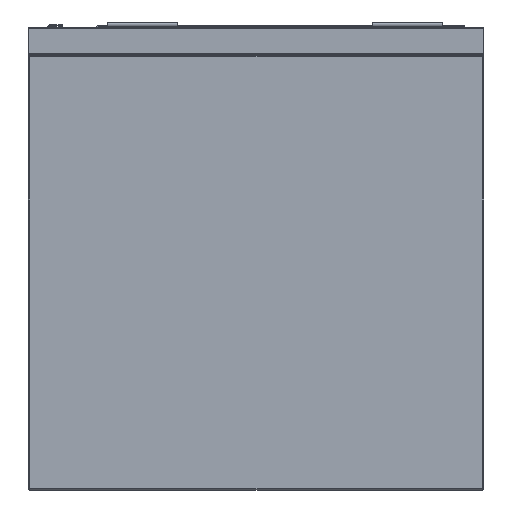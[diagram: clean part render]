
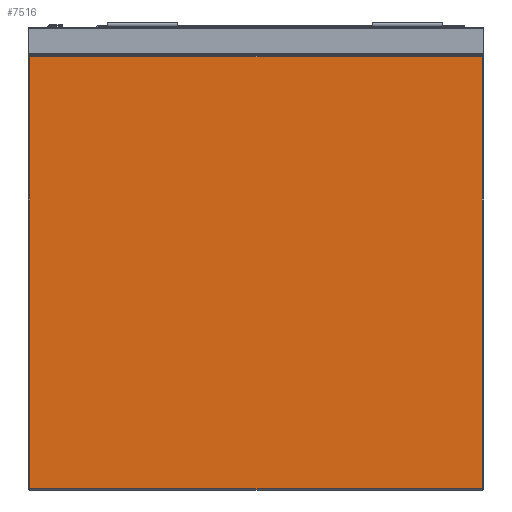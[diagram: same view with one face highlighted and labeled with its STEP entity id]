
A CAD part, left-side view. The second image highlights one B-rep face of the part: STEP entity #7516.
In plain terms, the highlighted planar face has unit normal (-1, 0, 0).
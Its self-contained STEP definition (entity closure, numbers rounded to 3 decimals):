
#572 = CARTESIAN_POINT ( 'NONE',  ( -260., -325., -658. ) ) ;
#892 = CARTESIAN_POINT ( 'NONE',  ( -260., -323., -660. ) ) ;
#3965 = EDGE_LOOP ( 'NONE', ( #30635, #11343, #24226, #28121 ) ) ;
#4514 = VECTOR ( 'NONE', #27039, 1000. ) ;
#5823 = EDGE_CURVE ( 'NONE', #25516, #10984, #11547, .T. ) ;
#6218 = CARTESIAN_POINT ( 'NONE',  ( -260., 323., -658. ) ) ;
#7516 = ADVANCED_FACE ( 'Fl�che7', ( #8966 ), #31811, .T. ) ;
#8151 = DIRECTION ( 'NONE',  ( 0., -1., 0. ) ) ;
#8634 = LINE ( 'NONE', #892, #22958 ) ;
#8966 = FACE_OUTER_BOUND ( 'NONE', #3965, .T. ) ;
#9902 = LINE ( 'NONE', #17476, #4514 ) ;
#10355 = VERTEX_POINT ( 'NONE', #30191 ) ;
#10984 = VERTEX_POINT ( 'NONE', #6218 ) ;
#11343 = ORIENTED_EDGE ( 'NONE', *, *, #18191, .T. ) ;
#11429 = DIRECTION ( 'NONE',  ( 0., 0., 1. ) ) ;
#11547 = LINE ( 'NONE', #29129, #27386 ) ;
#11837 = EDGE_CURVE ( 'NONE', #10355, #13292, #8634, .T. ) ;
#12926 = EDGE_CURVE ( 'NONE', #10984, #10355, #17875, .T. ) ;
#13292 = VERTEX_POINT ( 'NONE', #22782 ) ;
#14065 = DIRECTION ( 'NONE',  ( -1., 0., 0. ) ) ;
#17476 = CARTESIAN_POINT ( 'NONE',  ( -260., 325., -42. ) ) ;
#17875 = LINE ( 'NONE', #572, #24647 ) ;
#18191 = EDGE_CURVE ( 'NONE', #13292, #25516, #9902, .T. ) ;
#19322 = CARTESIAN_POINT ( 'NONE',  ( -260., -325., -660. ) ) ;
#21901 = DIRECTION ( 'NONE',  ( 0., 0., -1. ) ) ;
#22782 = CARTESIAN_POINT ( 'NONE',  ( -260., -323., -42. ) ) ;
#22958 = VECTOR ( 'NONE', #28717, 1000. ) ;
#24226 = ORIENTED_EDGE ( 'NONE', *, *, #5823, .T. ) ;
#24647 = VECTOR ( 'NONE', #8151, 1000. ) ;
#25516 = VERTEX_POINT ( 'NONE', #25996 ) ;
#25663 = AXIS2_PLACEMENT_3D ( 'NONE', #19322, #14065, #11429 ) ;
#25996 = CARTESIAN_POINT ( 'NONE',  ( -260., 323., -42. ) ) ;
#27039 = DIRECTION ( 'NONE',  ( 0., 1., 0. ) ) ;
#27386 = VECTOR ( 'NONE', #21901, 1000. ) ;
#28121 = ORIENTED_EDGE ( 'NONE', *, *, #12926, .T. ) ;
#28717 = DIRECTION ( 'NONE',  ( 0., 0., 1. ) ) ;
#29129 = CARTESIAN_POINT ( 'NONE',  ( -260., 323., -660. ) ) ;
#30191 = CARTESIAN_POINT ( 'NONE',  ( -260., -323., -658. ) ) ;
#30635 = ORIENTED_EDGE ( 'NONE', *, *, #11837, .T. ) ;
#31811 = PLANE ( 'NONE',  #25663 ) ;
